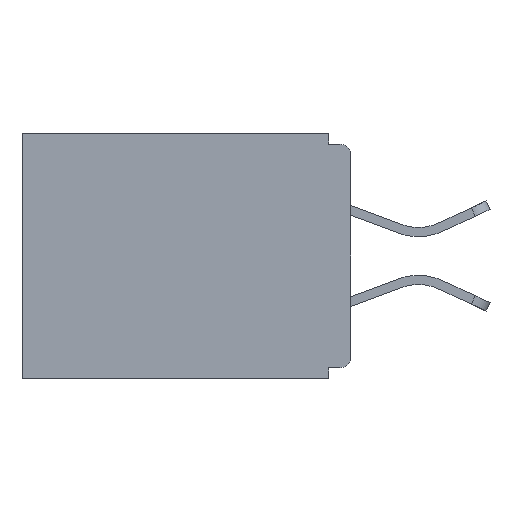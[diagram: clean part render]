
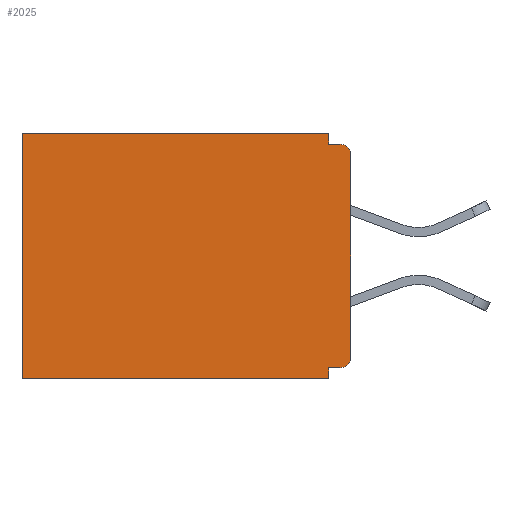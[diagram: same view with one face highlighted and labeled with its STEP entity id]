
A CAD part, left-side view. The second image highlights one B-rep face of the part: STEP entity #2025.
In plain terms, the highlighted planar face has unit normal (-1, 0, 0).
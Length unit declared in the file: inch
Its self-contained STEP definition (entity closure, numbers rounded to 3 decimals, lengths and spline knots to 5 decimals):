
#179 = LINE ( 'NONE', #841, #8292 ) ;
#271 = ORIENTED_EDGE ( 'NONE', *, *, #4530, .F. ) ;
#385 = LINE ( 'NONE', #3667, #4295 ) ;
#517 = DIRECTION ( 'NONE',  ( 0., 0., -1. ) ) ;
#841 = CARTESIAN_POINT ( 'NONE',  ( 0.298, 0.031, -0.343 ) ) ;
#936 = CARTESIAN_POINT ( 'NONE',  ( 0.298, 0.46, -0.343 ) ) ;
#1057 = DIRECTION ( 'NONE',  ( -1., 0., 0. ) ) ;
#1115 = VERTEX_POINT ( 'NONE', #2447 ) ;
#1436 = VECTOR ( 'NONE', #9531, 39.37008 ) ;
#1523 = CARTESIAN_POINT ( 'NONE',  ( 0.298, 0., -0.313 ) ) ;
#1722 = DIRECTION ( 'NONE',  ( 0., 0., -1. ) ) ;
#1864 = EDGE_CURVE ( 'NONE', #7127, #7751, #5513, .T. ) ;
#1989 = ORIENTED_EDGE ( 'NONE', *, *, #1864, .T. ) ;
#2025 = ADVANCED_FACE ( 'NONE', ( #9692 ), #3011, .F. ) ;
#2173 = CIRCLE ( 'NONE', #6067, 0.015 ) ;
#2293 = CARTESIAN_POINT ( 'NONE',  ( 0.298, 0.031, -0.015 ) ) ;
#2403 = VERTEX_POINT ( 'NONE', #2293 ) ;
#2438 = VECTOR ( 'NONE', #3097, 39.37008 ) ;
#2447 = CARTESIAN_POINT ( 'NONE',  ( 0.298, 0.015, -0.015 ) ) ;
#2505 = CARTESIAN_POINT ( 'NONE',  ( 0.298, 0., 0. ) ) ;
#2606 = CARTESIAN_POINT ( 'NONE',  ( 0.298, 0.015, -0.03 ) ) ;
#2717 = CARTESIAN_POINT ( 'NONE',  ( 0.298, 0.46, 0. ) ) ;
#3011 = PLANE ( 'NONE',  #3216 ) ;
#3014 = VERTEX_POINT ( 'NONE', #936 ) ;
#3097 = DIRECTION ( 'NONE',  ( 0., 1., 0. ) ) ;
#3139 = CARTESIAN_POINT ( 'NONE',  ( 0.298, 0., -0.328 ) ) ;
#3179 = VECTOR ( 'NONE', #1722, 39.37008 ) ;
#3189 = EDGE_CURVE ( 'NONE', #2403, #1115, #10834, .T. ) ;
#3216 = AXIS2_PLACEMENT_3D ( 'NONE', #3721, #9575, #517 ) ;
#3317 = ORIENTED_EDGE ( 'NONE', *, *, #3428, .F. ) ;
#3376 = VECTOR ( 'NONE', #7650, 39.37008 ) ;
#3428 = EDGE_CURVE ( 'NONE', #9841, #3014, #385, .T. ) ;
#3667 = CARTESIAN_POINT ( 'NONE',  ( 0.298, 0., -0.343 ) ) ;
#3679 = CARTESIAN_POINT ( 'NONE',  ( 0.298, 0., -0.015 ) ) ;
#3721 = CARTESIAN_POINT ( 'NONE',  ( 0.298, 0., 0. ) ) ;
#3840 = DIRECTION ( 'NONE',  ( -1., 0., 0. ) ) ;
#4117 = LINE ( 'NONE', #3139, #2438 ) ;
#4192 = VECTOR ( 'NONE', #10682, 39.37008 ) ;
#4218 = LINE ( 'NONE', #2717, #6704 ) ;
#4251 = CARTESIAN_POINT ( 'NONE',  ( 0.298, 0., 0. ) ) ;
#4285 = AXIS2_PLACEMENT_3D ( 'NONE', #2606, #1057, #4395 ) ;
#4295 = VECTOR ( 'NONE', #7071, 39.37008 ) ;
#4395 = DIRECTION ( 'NONE',  ( 0., 0., -1. ) ) ;
#4446 = CARTESIAN_POINT ( 'NONE',  ( 0.298, 0.46, 0. ) ) ;
#4530 = EDGE_CURVE ( 'NONE', #4591, #9841, #9249, .T. ) ;
#4591 = VERTEX_POINT ( 'NONE', #8112 ) ;
#5181 = CARTESIAN_POINT ( 'NONE',  ( 0.298, 0.031, 0. ) ) ;
#5355 = VERTEX_POINT ( 'NONE', #1523 ) ;
#5513 = LINE ( 'NONE', #2505, #4192 ) ;
#5707 = ORIENTED_EDGE ( 'NONE', *, *, #9769, .F. ) ;
#5968 = ORIENTED_EDGE ( 'NONE', *, *, #7829, .T. ) ;
#5992 = CARTESIAN_POINT ( 'NONE',  ( 0.298, 0.031, -0.343 ) ) ;
#6067 = AXIS2_PLACEMENT_3D ( 'NONE', #8846, #3840, #10607 ) ;
#6148 = ORIENTED_EDGE ( 'NONE', *, *, #7828, .F. ) ;
#6265 = VERTEX_POINT ( 'NONE', #10811 ) ;
#6583 = CIRCLE ( 'NONE', #4285, 0.015 ) ;
#6704 = VECTOR ( 'NONE', #6759, 39.37008 ) ;
#6759 = DIRECTION ( 'NONE',  ( 0., 0., -1. ) ) ;
#7071 = DIRECTION ( 'NONE',  ( 0., 1., 0. ) ) ;
#7093 = EDGE_CURVE ( 'NONE', #7751, #3014, #4218, .T. ) ;
#7127 = VERTEX_POINT ( 'NONE', #5181 ) ;
#7343 = EDGE_LOOP ( 'NONE', ( #8444, #7792, #9061, #1989, #10557, #3317, #271, #6148, #5968, #5707 ) ) ;
#7420 = EDGE_CURVE ( 'NONE', #6265, #1115, #6583, .T. ) ;
#7650 = DIRECTION ( 'NONE',  ( 0., 0., -1. ) ) ;
#7751 = VERTEX_POINT ( 'NONE', #4446 ) ;
#7792 = ORIENTED_EDGE ( 'NONE', *, *, #3189, .F. ) ;
#7828 = EDGE_CURVE ( 'NONE', #9113, #4591, #4117, .T. ) ;
#7829 = EDGE_CURVE ( 'NONE', #9113, #5355, #2173, .T. ) ;
#8112 = CARTESIAN_POINT ( 'NONE',  ( 0.298, 0.031, -0.328 ) ) ;
#8292 = VECTOR ( 'NONE', #8596, 39.37008 ) ;
#8397 = LINE ( 'NONE', #4251, #3179 ) ;
#8444 = ORIENTED_EDGE ( 'NONE', *, *, #7420, .T. ) ;
#8509 = CARTESIAN_POINT ( 'NONE',  ( 0.298, 0.031, -0.343 ) ) ;
#8556 = CARTESIAN_POINT ( 'NONE',  ( 0.298, 0.015, -0.328 ) ) ;
#8596 = DIRECTION ( 'NONE',  ( 0., 0., -1. ) ) ;
#8817 = EDGE_CURVE ( 'NONE', #7127, #2403, #179, .T. ) ;
#8846 = CARTESIAN_POINT ( 'NONE',  ( 0.298, 0.015, -0.313 ) ) ;
#9061 = ORIENTED_EDGE ( 'NONE', *, *, #8817, .F. ) ;
#9113 = VERTEX_POINT ( 'NONE', #8556 ) ;
#9249 = LINE ( 'NONE', #8509, #3376 ) ;
#9531 = DIRECTION ( 'NONE',  ( 0., -1., 0. ) ) ;
#9575 = DIRECTION ( 'NONE',  ( 1., 0., 0. ) ) ;
#9692 = FACE_OUTER_BOUND ( 'NONE', #7343, .T. ) ;
#9769 = EDGE_CURVE ( 'NONE', #6265, #5355, #8397, .T. ) ;
#9841 = VERTEX_POINT ( 'NONE', #5992 ) ;
#10557 = ORIENTED_EDGE ( 'NONE', *, *, #7093, .T. ) ;
#10607 = DIRECTION ( 'NONE',  ( 0., 0., -1. ) ) ;
#10682 = DIRECTION ( 'NONE',  ( 0., 1., 0. ) ) ;
#10811 = CARTESIAN_POINT ( 'NONE',  ( 0.298, 0., -0.03 ) ) ;
#10834 = LINE ( 'NONE', #3679, #1436 ) ;
